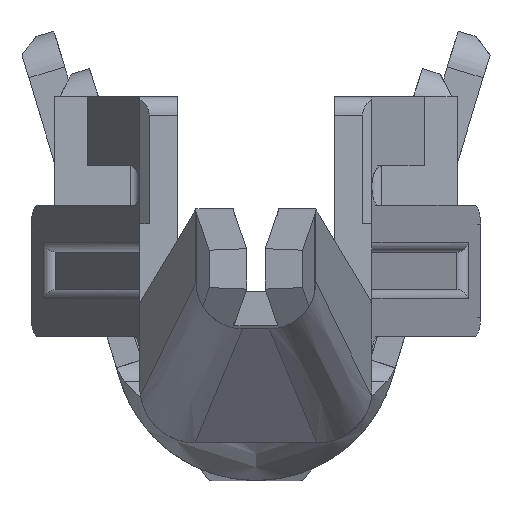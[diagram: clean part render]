
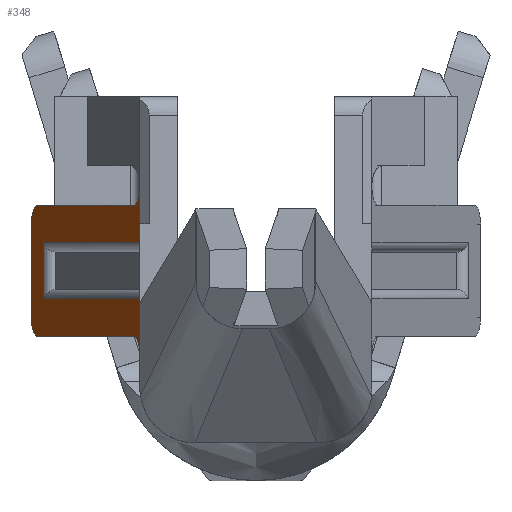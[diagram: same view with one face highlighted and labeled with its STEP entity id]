
A CAD part, front view. The second image highlights one B-rep face of the part: STEP entity #348.
In plain terms, the highlighted planar face has unit normal (-0.943, -0.334, 0).
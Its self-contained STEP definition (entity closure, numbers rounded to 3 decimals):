
#348 = ADVANCED_FACE( '', ( #890 ), #891, .T. );
#890 = FACE_OUTER_BOUND( '', #1724, .T. );
#891 = PLANE( '', #1725 );
#1724 = EDGE_LOOP( '', ( #3291, #3292, #3293, #3294, #3295, #3296, #3297, #3298, #3299, #3300, #3301, #3302 ) );
#1725 = AXIS2_PLACEMENT_3D( '', #3303, #3304, #3305 );
#3291 = ORIENTED_EDGE( '', *, *, #5329, .T. );
#3292 = ORIENTED_EDGE( '', *, *, #5414, .T. );
#3293 = ORIENTED_EDGE( '', *, *, #5415, .F. );
#3294 = ORIENTED_EDGE( '', *, *, #5373, .T. );
#3295 = ORIENTED_EDGE( '', *, *, #5296, .T. );
#3296 = ORIENTED_EDGE( '', *, *, #5416, .T. );
#3297 = ORIENTED_EDGE( '', *, *, #5417, .T. );
#3298 = ORIENTED_EDGE( '', *, *, #5418, .T. );
#3299 = ORIENTED_EDGE( '', *, *, #5419, .F. );
#3300 = ORIENTED_EDGE( '', *, *, #5369, .T. );
#3301 = ORIENTED_EDGE( '', *, *, #5420, .F. );
#3302 = ORIENTED_EDGE( '', *, *, #5291, .T. );
#3303 = CARTESIAN_POINT( '', ( -0.62, -7.012, 1.269 ) );
#3304 = DIRECTION( '', ( -0.942, -0.334, 0. ) );
#3305 = DIRECTION( '', ( 0.334, -0.942, 0. ) );
#5291 = EDGE_CURVE( '', #6311, #6312, #6313, .F. );
#5296 = EDGE_CURVE( '', #6320, #6321, #6322, .T. );
#5329 = EDGE_CURVE( '', #6312, #6377, #6379, .F. );
#5369 = EDGE_CURVE( '', #6450, #6448, #6451, .F. );
#5373 = EDGE_CURVE( '', #6456, #6320, #6457, .F. );
#5414 = EDGE_CURVE( '', #6377, #6528, #6529, .F. );
#5415 = EDGE_CURVE( '', #6456, #6528, #6530, .T. );
#5416 = EDGE_CURVE( '', #6321, #6531, #6532, .T. );
#5417 = EDGE_CURVE( '', #6531, #6533, #6534, .T. );
#5418 = EDGE_CURVE( '', #6533, #6535, #6536, .T. );
#5419 = EDGE_CURVE( '', #6450, #6535, #6537, .T. );
#5420 = EDGE_CURVE( '', #6311, #6448, #6538, .T. );
#6311 = VERTEX_POINT( '', #7796 );
#6312 = VERTEX_POINT( '', #7797 );
#6313 = LINE( '', #7798, #7799 );
#6320 = VERTEX_POINT( '', #7828 );
#6321 = VERTEX_POINT( '', #7829 );
#6322 = LINE( '', #7830, #7831 );
#6377 = VERTEX_POINT( '', #7958 );
#6379 = LINE( '', #7960, #7961 );
#6448 = VERTEX_POINT( '', #8120 );
#6450 = VERTEX_POINT( '', #8123 );
#6451 = ELLIPSE( '', #8124, 0.106, 0.1 );
#6456 = VERTEX_POINT( '', #8145 );
#6457 = ELLIPSE( '', #8146, 0.106, 0.1 );
#6528 = VERTEX_POINT( '', #8301 );
#6529 = LINE( '', #8302, #8303 );
#6530 = LINE( '', #8304, #8305 );
#6531 = VERTEX_POINT( '', #8306 );
#6532 = CIRCLE( '', #8307, 0.1 );
#6533 = VERTEX_POINT( '', #8308 );
#6534 = LINE( '', #8309, #8310 );
#6535 = VERTEX_POINT( '', #8311 );
#6536 = CIRCLE( '', #8312, 0.1 );
#6537 = LINE( '', #8313, #8314 );
#6538 = LINE( '', #8315, #8316 );
#7796 = CARTESIAN_POINT( '', ( -0.62, -7.012, 0.769 ) );
#7797 = CARTESIAN_POINT( '', ( -1.136, -5.558, 0.769 ) );
#7798 = CARTESIAN_POINT( '', ( -1.119, -5.605, 0.769 ) );
#7799 = VECTOR( '', #10135, 1000. );
#7828 = CARTESIAN_POINT( '', ( -0.655, -6.912, 1.269 ) );
#7829 = CARTESIAN_POINT( '', ( -1.167, -5.471, 1.269 ) );
#7830 = CARTESIAN_POINT( '', ( -0.62, -7.012, 1.269 ) );
#7831 = VECTOR( '', #10140, 1000. );
#7958 = CARTESIAN_POINT( '', ( -1.136, -5.558, 1.069 ) );
#7960 = CARTESIAN_POINT( '', ( -1.136, -5.558, 1.019 ) );
#7961 = VECTOR( '', #10166, 1000. );
#8120 = CARTESIAN_POINT( '', ( -0.62, -7.012, 0.469 ) );
#8123 = CARTESIAN_POINT( '', ( -0.655, -6.912, 0.569 ) );
#8124 = AXIS2_PLACEMENT_3D( '', #10198, #10199, #10200 );
#8145 = CARTESIAN_POINT( '', ( -0.62, -7.012, 1.369 ) );
#8146 = AXIS2_PLACEMENT_3D( '', #10202, #10203, #10204 );
#8301 = CARTESIAN_POINT( '', ( -0.62, -7.012, 1.069 ) );
#8302 = CARTESIAN_POINT( '', ( -0.62, -7.012, 1.069 ) );
#8303 = VECTOR( '', #10237, 1000. );
#8304 = CARTESIAN_POINT( '', ( -0.62, -7.012, 1.269 ) );
#8305 = VECTOR( '', #10238, 1000. );
#8306 = CARTESIAN_POINT( '', ( -1.2, -5.377, 1.169 ) );
#8307 = AXIS2_PLACEMENT_3D( '', #10239, #10240, #10241 );
#8308 = CARTESIAN_POINT( '', ( -1.2, -5.377, 0.669 ) );
#8309 = CARTESIAN_POINT( '', ( -1.2, -5.377, 1.269 ) );
#8310 = VECTOR( '', #10242, 1000. );
#8311 = CARTESIAN_POINT( '', ( -1.167, -5.471, 0.569 ) );
#8312 = AXIS2_PLACEMENT_3D( '', #10243, #10244, #10245 );
#8313 = CARTESIAN_POINT( '', ( -0.62, -7.012, 0.569 ) );
#8314 = VECTOR( '', #10246, 1000. );
#8315 = CARTESIAN_POINT( '', ( -0.62, -7.012, 1.269 ) );
#8316 = VECTOR( '', #10247, 1000. );
#10135 = DIRECTION( '', ( 0.334, -0.942, 0. ) );
#10140 = DIRECTION( '', ( -0.334, 0.942, 0. ) );
#10166 = DIRECTION( '', ( 0., 0., -1. ) );
#10198 = CARTESIAN_POINT( '', ( -0.655, -6.912, 0.469 ) );
#10199 = DIRECTION( '', ( -0.942, -0.334, 0. ) );
#10200 = DIRECTION( '', ( -0.334, 0.942, 0. ) );
#10202 = CARTESIAN_POINT( '', ( -0.655, -6.912, 1.369 ) );
#10203 = DIRECTION( '', ( -0.942, -0.334, 0. ) );
#10204 = DIRECTION( '', ( 0.334, -0.942, 0. ) );
#10237 = DIRECTION( '', ( -0.334, 0.942, 0. ) );
#10238 = DIRECTION( '', ( 0., 0., -1. ) );
#10239 = CARTESIAN_POINT( '', ( -1.167, -5.471, 1.169 ) );
#10240 = DIRECTION( '', ( -0.942, -0.334, 0. ) );
#10241 = DIRECTION( '', ( 0.334, -0.942, 0. ) );
#10242 = DIRECTION( '', ( 0., 0., -1. ) );
#10243 = CARTESIAN_POINT( '', ( -1.167, -5.471, 0.669 ) );
#10244 = DIRECTION( '', ( -0.942, -0.334, 0. ) );
#10245 = DIRECTION( '', ( 0.334, -0.942, 0. ) );
#10246 = DIRECTION( '', ( -0.334, 0.942, 0. ) );
#10247 = DIRECTION( '', ( 0., 0., -1. ) );
